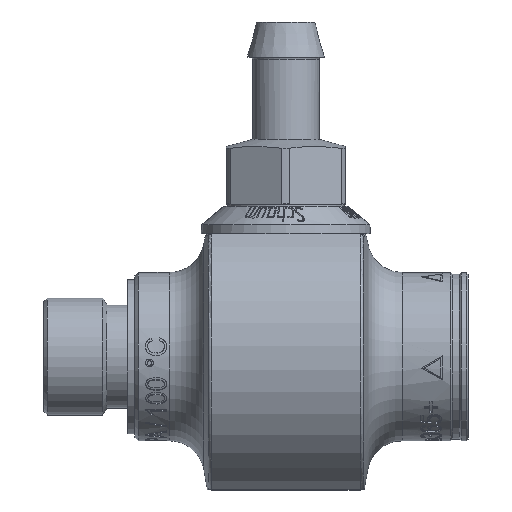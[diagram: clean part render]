
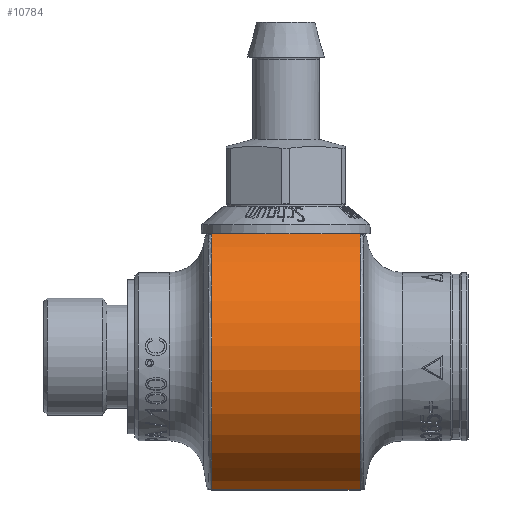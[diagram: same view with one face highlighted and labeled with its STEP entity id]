
A CAD part, top view. The second image highlights one B-rep face of the part: STEP entity #10784.
In plain terms, the highlighted cylindrical face has radius 20 mm (diameter 40 mm), a partial arc.
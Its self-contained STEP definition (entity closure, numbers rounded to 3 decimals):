
#286=LINE('',#13307,#581);
#288=LINE('',#13381,#583);
#581=VECTOR('',#11902,1000.);
#583=VECTOR('',#11932,1000.);
#884=B_SPLINE_CURVE_WITH_KNOTS('',3,(#13376,#13377,#13378,#13379),
 .UNSPECIFIED.,.F.,.F.,(4,4),(0.,0.),.UNSPECIFIED.);
#885=B_SPLINE_CURVE_WITH_KNOTS('',3,(#13383,#13384,#13385,#13386),
 .UNSPECIFIED.,.F.,.F.,(4,4),(0.,0.),.UNSPECIFIED.);
#1889=ORIENTED_EDGE('',*,*,#4366,.F.);
#1890=ORIENTED_EDGE('',*,*,#4383,.T.);
#1891=ORIENTED_EDGE('',*,*,#4384,.T.);
#1892=ORIENTED_EDGE('',*,*,#4385,.T.);
#1893=ORIENTED_EDGE('',*,*,#4386,.T.);
#1894=ORIENTED_EDGE('',*,*,#4387,.T.);
#4366=EDGE_CURVE('',#5614,#5615,#286,.T.);
#4383=EDGE_CURVE('',#5614,#5629,#6490,.F.);
#4384=EDGE_CURVE('',#5629,#5630,#884,.T.);
#4385=EDGE_CURVE('',#5630,#5631,#288,.T.);
#4386=EDGE_CURVE('',#5631,#5632,#885,.T.);
#4387=EDGE_CURVE('',#5632,#5615,#6491,.T.);
#5614=VERTEX_POINT('',#13306);
#5615=VERTEX_POINT('',#13308);
#5629=VERTEX_POINT('',#13375);
#5630=VERTEX_POINT('',#13380);
#5631=VERTEX_POINT('',#13382);
#5632=VERTEX_POINT('',#13387);
#6490=CIRCLE('',#11360,20.);
#6491=CIRCLE('',#11361,20.);
#6664=EDGE_LOOP('',(#1889,#1890,#1891,#1892,#1893,#1894));
#7377=FACE_BOUND('',#6664,.T.);
#8083=CYLINDRICAL_SURFACE('',#11359,20.);
#10784=ADVANCED_FACE('',(#7377),#8083,.T.);
#11359=AXIS2_PLACEMENT_3D('',#13373,#11928,#11929);
#11360=AXIS2_PLACEMENT_3D('',#13374,#11930,#11931);
#11361=AXIS2_PLACEMENT_3D('',#13388,#11933,#11934);
#11902=DIRECTION('',(-1.,0.,0.));
#11928=DIRECTION('',(-1.,0.,0.));
#11929=DIRECTION('',(0.,0.,1.));
#11930=DIRECTION('',(1.,0.,0.));
#11931=DIRECTION('',(0.,0.,-1.));
#11932=DIRECTION('',(-1.,0.,0.));
#11933=DIRECTION('',(1.,0.,0.));
#11934=DIRECTION('',(0.,0.,-1.));
#13306=CARTESIAN_POINT('',(-4.779,-19.,6.245));
#13307=CARTESIAN_POINT('',(-30.,-19.,6.245));
#13308=CARTESIAN_POINT('',(-25.94,-19.,6.245));
#13373=CARTESIAN_POINT('',(-30.,0.,0.));
#13374=CARTESIAN_POINT('',(-4.779,0.,0.));
#13375=CARTESIAN_POINT('',(-4.779,17.5,9.683));
#13376=CARTESIAN_POINT('',(-4.779,17.5,9.683));
#13377=CARTESIAN_POINT('',(-4.783,17.5,9.683));
#13378=CARTESIAN_POINT('',(-4.786,17.5,9.682));
#13379=CARTESIAN_POINT('',(-4.79,17.5,9.682));
#13380=CARTESIAN_POINT('',(-4.79,17.5,9.682));
#13381=CARTESIAN_POINT('',(-30.,17.5,9.682));
#13382=CARTESIAN_POINT('',(-25.928,17.5,9.682));
#13383=CARTESIAN_POINT('',(-25.928,17.5,9.682));
#13384=CARTESIAN_POINT('',(-25.932,17.5,9.682));
#13385=CARTESIAN_POINT('',(-25.936,17.5,9.683));
#13386=CARTESIAN_POINT('',(-25.94,17.5,9.683));
#13387=CARTESIAN_POINT('',(-25.94,17.5,9.683));
#13388=CARTESIAN_POINT('',(-25.94,0.,0.));
